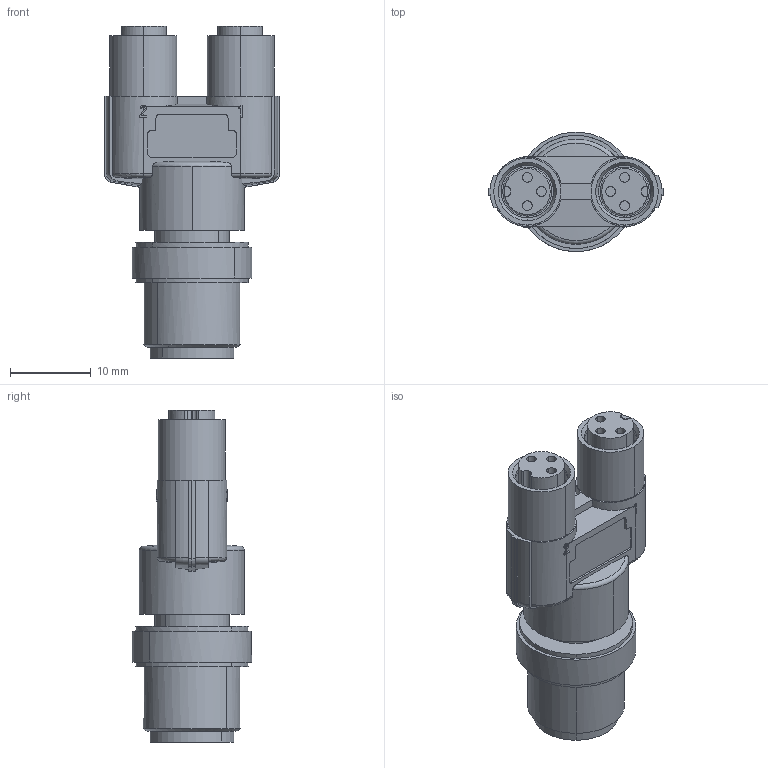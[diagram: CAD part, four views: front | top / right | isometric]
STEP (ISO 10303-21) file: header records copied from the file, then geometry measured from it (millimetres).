
FILE_DESCRIPTION((''),'2;1');
FILE_NAME('CAD-8705','2023-06-07T12:07:01',('creinig-se'),(''),'CREO PARAMETRIC BY PTC INC, 2022284','CREO PARAMETRIC BY PTC INC, 2022284','');
FILE_SCHEMA(('CONFIG_CONTROL_DESIGN','SHAPE_APPEARANCE_LAYERS_GROUPS'));
Length unit declared in the file: millimetre
Products named in the file (1): CAD-8705
Bounding box: 21.66 x 14.76 x 41.1 mm (x, y, z)
Volume: 4773.4 mm3; surface area: 3265.7 mm2
Topology: 1 solids, 1 shells, 329 faces, 888 edges, 583 vertices
Faces by surface type: plane 180, cylinder 88, cone 31, torus 26, bspline 2, sphere 2
Entity records: 14465 total; most frequent: CARTESIAN_POINT 2454, ORIENTED_EDGE 1772, DIRECTION 1683, PRESENTATION_STYLE_ASSIGNMENT 972, STYLED_ITEM 890, CURVE_STYLE 886, EDGE_CURVE 886, AXIS2_PLACEMENT_3D 598
